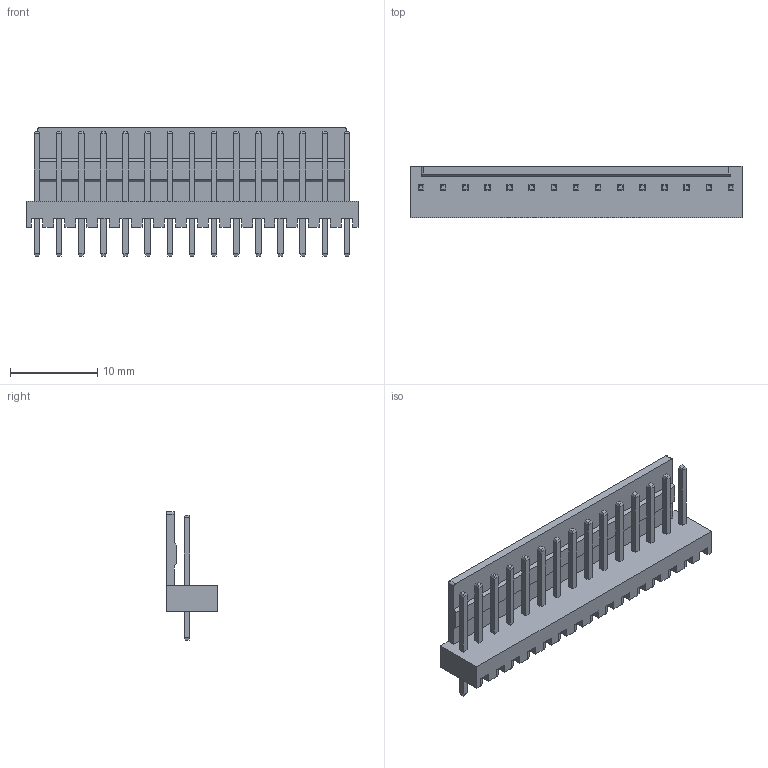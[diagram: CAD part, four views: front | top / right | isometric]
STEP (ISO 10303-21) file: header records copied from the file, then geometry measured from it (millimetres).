
FILE_DESCRIPTION (( 'STEP AP214' ), '1' );
FILE_NAME ('User Library-DS1070-15 (WF-15 CONNFLY).STEP', '2019-01-04T11:54:59', ( '' ), ( '' ), 'SwSTEP 2.0', 'SolidWorks 2018', '' );
FILE_SCHEMA (( 'AUTOMOTIVE_DESIGN' ));
Length unit declared in the file: millimetre
Products named in the file (1): User Library-DS1070-15 (WF-15 CONNFLY)
Bounding box: 38.1 x 5.9 x 14.7 mm (x, y, z)
Volume: 928.4 mm3; surface area: 1937.8 mm2
Topology: 1 solids, 1 shells, 346 faces, 822 edges, 508 vertices
Faces by surface type: plane 344, cylinder 2
Entity records: 10480 total; most frequent: CARTESIAN_POINT 1677, ORIENTED_EDGE 1644, DIRECTION 1520, EDGE_CURVE 822, LINE 818, VECTOR 818, VERTEX_POINT 508, EDGE_LOOP 376
